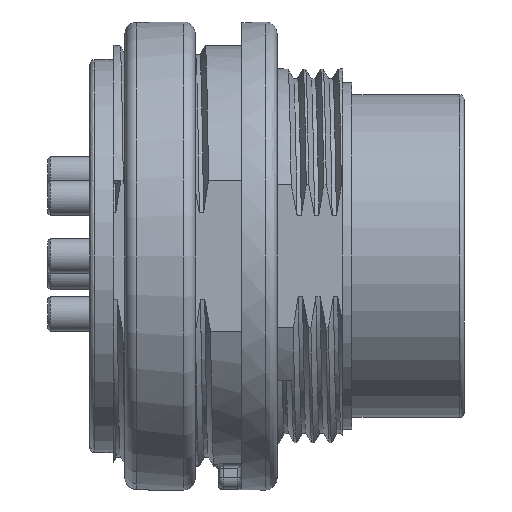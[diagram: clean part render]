
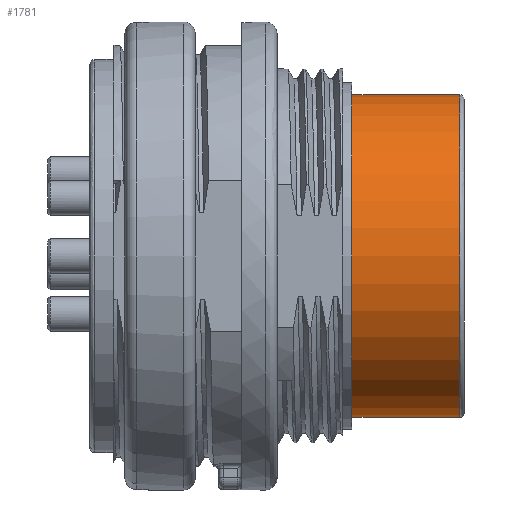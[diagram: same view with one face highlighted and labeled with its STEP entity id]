
A CAD part, front view. The second image highlights one B-rep face of the part: STEP entity #1781.
In plain terms, the highlighted cylindrical face has radius 6.9 mm (diameter 13.8 mm), a full revolution.
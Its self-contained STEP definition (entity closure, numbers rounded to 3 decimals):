
#861=FACE_BOUND('',#2596,.T.);
#862=FACE_BOUND('',#2597,.T.);
#1492=CIRCLE('',#7549,6.9);
#1493=CIRCLE('',#7551,6.9);
#1781=ADVANCED_FACE('',(#861,#862),#2164,.T.);
#2164=CYLINDRICAL_SURFACE('',#7552,6.9);
#2596=EDGE_LOOP('',(#3872));
#2597=EDGE_LOOP('',(#3873));
#3872=ORIENTED_EDGE('',*,*,#6197,.F.);
#3873=ORIENTED_EDGE('',*,*,#6198,.T.);
#5467=VERTEX_POINT('',#12515);
#5468=VERTEX_POINT('',#12518);
#6197=EDGE_CURVE('',#5467,#5467,#1492,.T.);
#6198=EDGE_CURVE('',#5468,#5468,#1493,.T.);
#7549=AXIS2_PLACEMENT_3D('',#12514,#8390,#8391);
#7551=AXIS2_PLACEMENT_3D('',#12517,#8394,#8395);
#7552=AXIS2_PLACEMENT_3D('',#12519,#8396,#8397);
#8390=DIRECTION('',(-1.,0.,0.));
#8391=DIRECTION('',(0.,0.,-1.));
#8394=DIRECTION('',(-1.,0.,0.));
#8395=DIRECTION('',(0.,0.,-1.));
#8396=DIRECTION('',(-1.,0.,0.));
#8397=DIRECTION('',(0.,0.,-1.));
#12514=CARTESIAN_POINT('',(-4.8,0.,0.));
#12515=CARTESIAN_POINT('',(-4.8,0.,-6.9));
#12517=CARTESIAN_POINT('',(-0.2,0.,0.));
#12518=CARTESIAN_POINT('',(-0.2,0.,-6.9));
#12519=CARTESIAN_POINT('',(-0.2,0.,0.));
